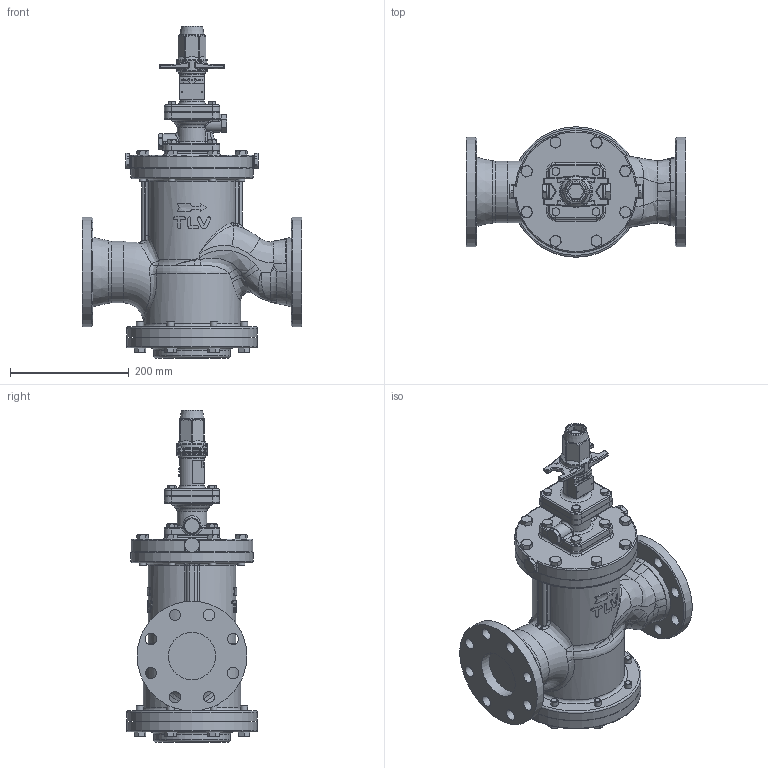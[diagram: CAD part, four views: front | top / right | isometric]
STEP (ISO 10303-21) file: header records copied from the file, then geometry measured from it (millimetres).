
FILE_DESCRIPTION(/* description */ (''),/* implementation_level */ '2;1');
FILE_NAME(/* name */ 'crh16-080-jis10-00.stp',/* time_stamp */ '2024-11-14T16:12:47+09:00',/* author */ ('nakaot'),/* organization */ (''),/* preprocessor_version */ 'ST-DEVELOPER v18.1',/* originating_system */ 'Autodesk Inventor 2022',/* authorisation */ '');
FILE_SCHEMA (('AUTOMOTIVE_DESIGN { 1 0 10303 214 3 1 1 }'));
Length unit declared in the file: millimetre
Products named in the file (1): COSR-16HT 80A 10KFF(修正)
Bounding box: 370 x 220 x 560 mm (x, y, z)
Volume: 10952842.9 mm3; surface area: 662333.7 mm2
Topology: 1 solids, 1 shells, 1312 faces, 3121 edges, 1883 vertices
Faces by surface type: plane 453, cylinder 323, cone 246, bspline 180, torus 94, sphere 16
Full cylindrical faces by diameter (mm): 1.6 x2, 8 x4, 8.376 x4, 10 x4, 12 x40, 14 x16, 19 x16, 42 x1, 45 x1, 45.5 x1, 52 x1, 80 x2, 82.5 x1, 83 x1, 104 x1, 130 x2, 140 x1, 164 x1, 185 x2, 206 x1, 220 x2
Entity records: 44971 total; most frequent: CARTESIAN_POINT 14746, ORIENTED_EDGE 6190, DIRECTION 5911, EDGE_CURVE 3095, AXIS2_PLACEMENT_3D 2428, VERTEX_POINT 1883, EDGE_LOOP 1490, FACE_OUTER_BOUND 1312
